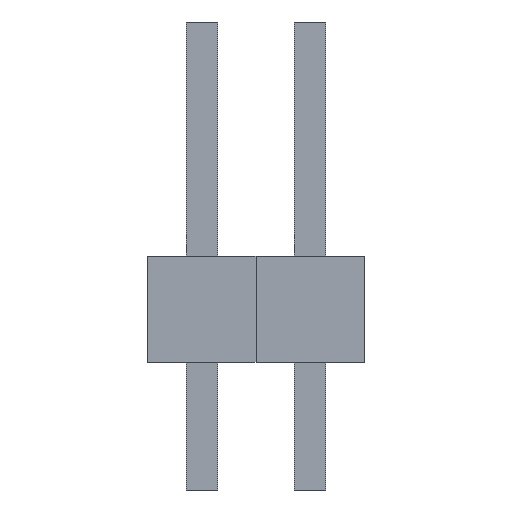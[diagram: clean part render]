
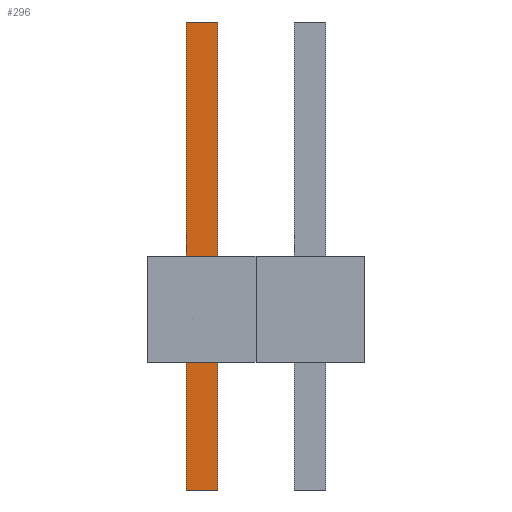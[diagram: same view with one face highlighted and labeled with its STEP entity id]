
A CAD part, front view. The second image highlights one B-rep face of the part: STEP entity #296.
In plain terms, the highlighted planar face has unit normal (0, -1, 0).
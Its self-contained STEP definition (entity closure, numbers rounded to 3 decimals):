
#13=DIRECTION('',(0.,0.,1.));
#14=DIRECTION('',(1.,0.,0.));
#137=VECTOR('',#13,1.);
#144=DIRECTION('',(0.,1.,0.));
#186=VECTOR('',#14,1.);
#250=EDGE_CURVE('',#251,#253,#255,.T.);
#251=VERTEX_POINT('',#252);
#252=CARTESIAN_POINT('',(-0.371,-0.371,-3.));
#253=VERTEX_POINT('',#254);
#254=CARTESIAN_POINT('',(-0.371,-0.371,8.));
#255=LINE('',#252,#137);
#274=ORIENTED_EDGE('',*,*,#275,.F.);
#275=EDGE_CURVE('',#276,#278,#280,.T.);
#276=VERTEX_POINT('',#277);
#277=CARTESIAN_POINT('',(0.371,-0.371,-3.));
#278=VERTEX_POINT('',#279);
#279=CARTESIAN_POINT('',(0.371,-0.371,8.));
#280=LINE('',#277,#137);
#296=ADVANCED_FACE('',(#297),#306,.F.);
#297=FACE_BOUND('',#298,.F.);
#298=EDGE_LOOP('',(#299,#302,#303,#274));
#299=ORIENTED_EDGE('',*,*,#300,.F.);
#300=EDGE_CURVE('',#251,#276,#301,.T.);
#301=LINE('',#252,#186);
#302=ORIENTED_EDGE('',*,*,#250,.T.);
#303=ORIENTED_EDGE('',*,*,#304,.T.);
#304=EDGE_CURVE('',#253,#278,#305,.T.);
#305=LINE('',#254,#186);
#306=PLANE('',#307);
#307=AXIS2_PLACEMENT_3D('',#252,#144,#13);
